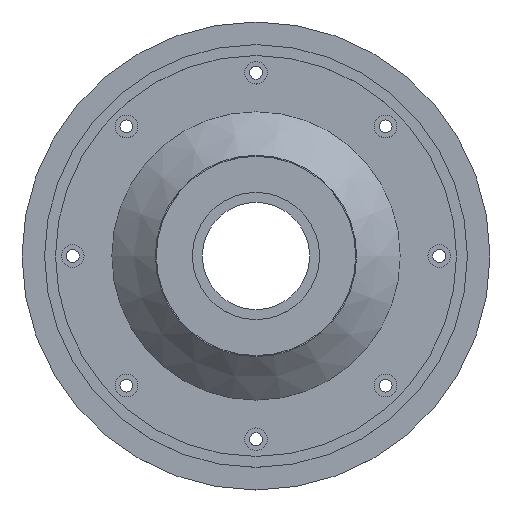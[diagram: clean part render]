
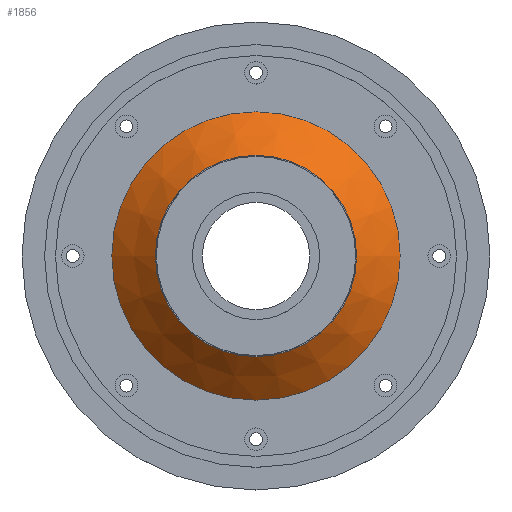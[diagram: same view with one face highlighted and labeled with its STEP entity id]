
A CAD part, top view. The second image highlights one B-rep face of the part: STEP entity #1856.
In plain terms, the highlighted conical face has half-angle 48.112 degrees and reference radius 36.95 mm.
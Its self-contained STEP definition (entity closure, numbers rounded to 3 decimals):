
#676 = PLANE('',#677);
#677 = AXIS2_PLACEMENT_3D('',#678,#679,#680);
#678 = CARTESIAN_POINT('',(0.,0.,2.2)
  );
#679 = DIRECTION('',(0.,0.,1.));
#680 = DIRECTION('',(1.,0.,0.));
#1161 = EDGE_CURVE('',#1162,#1162,#1164,.T.);
#1162 = VERTEX_POINT('',#1163);
#1163 = CARTESIAN_POINT('',(36.95,0.,2.2));
#1164 = SURFACE_CURVE('',#1165,(#1170,#1177),.PCURVE_S1.);
#1165 = CIRCLE('',#1166,36.95);
#1166 = AXIS2_PLACEMENT_3D('',#1167,#1168,#1169);
#1167 = CARTESIAN_POINT('',(0.,0.,2.2));
#1168 = DIRECTION('',(0.,0.,1.));
#1169 = DIRECTION('',(1.,0.,0.));
#1170 = PCURVE('',#676,#1171);
#1171 = DEFINITIONAL_REPRESENTATION('',(#1172),#1176);
#1172 = CIRCLE('',#1173,36.95);
#1173 = AXIS2_PLACEMENT_2D('',#1174,#1175);
#1174 = CARTESIAN_POINT('',(0.,0.));
#1175 = DIRECTION('',(1.,0.));
#1176 = ( GEOMETRIC_REPRESENTATION_CONTEXT(2) 
PARAMETRIC_REPRESENTATION_CONTEXT() REPRESENTATION_CONTEXT('2D SPACE',''
  ) );
#1177 = PCURVE('',#1178,#1183);
#1178 = CONICAL_SURFACE('',#1179,36.95,0.84);
#1179 = AXIS2_PLACEMENT_3D('',#1180,#1181,#1182);
#1180 = CARTESIAN_POINT('',(0.,0.,2.2));
#1181 = DIRECTION('',(0.,0.,-1.));
#1182 = DIRECTION('',(1.,0.,0.));
#1183 = DEFINITIONAL_REPRESENTATION('',(#1184),#1188);
#1184 = LINE('',#1185,#1186);
#1185 = CARTESIAN_POINT('',(-0.,-0.));
#1186 = VECTOR('',#1187,1.);
#1187 = DIRECTION('',(-1.,-0.));
#1188 = ( GEOMETRIC_REPRESENTATION_CONTEXT(2) 
PARAMETRIC_REPRESENTATION_CONTEXT() REPRESENTATION_CONTEXT('2D SPACE',''
  ) );
#1856 = ADVANCED_FACE('',(#1857),#1178,.T.);
#1857 = FACE_BOUND('',#1858,.T.);
#1858 = EDGE_LOOP('',(#1859,#1888,#1909,#1910));
#1859 = ORIENTED_EDGE('',*,*,#1860,.F.);
#1860 = EDGE_CURVE('',#1861,#1861,#1863,.T.);
#1861 = VERTEX_POINT('',#1862);
#1862 = CARTESIAN_POINT('',(25.8,0.,12.2));
#1863 = SURFACE_CURVE('',#1864,(#1869,#1876),.PCURVE_S1.);
#1864 = CIRCLE('',#1865,25.8);
#1865 = AXIS2_PLACEMENT_3D('',#1866,#1867,#1868);
#1866 = CARTESIAN_POINT('',(0.,0.,12.2));
#1867 = DIRECTION('',(0.,0.,1.));
#1868 = DIRECTION('',(1.,0.,0.));
#1869 = PCURVE('',#1178,#1870);
#1870 = DEFINITIONAL_REPRESENTATION('',(#1871),#1875);
#1871 = LINE('',#1872,#1873);
#1872 = CARTESIAN_POINT('',(-0.,-10.));
#1873 = VECTOR('',#1874,1.);
#1874 = DIRECTION('',(-1.,-0.));
#1875 = ( GEOMETRIC_REPRESENTATION_CONTEXT(2) 
PARAMETRIC_REPRESENTATION_CONTEXT() REPRESENTATION_CONTEXT('2D SPACE',''
  ) );
#1876 = PCURVE('',#1877,#1882);
#1877 = PLANE('',#1878);
#1878 = AXIS2_PLACEMENT_3D('',#1879,#1880,#1881);
#1879 = CARTESIAN_POINT('',(0.,0.,12.2));
#1880 = DIRECTION('',(0.,0.,1.));
#1881 = DIRECTION('',(1.,0.,0.));
#1882 = DEFINITIONAL_REPRESENTATION('',(#1883),#1887);
#1883 = CIRCLE('',#1884,25.8);
#1884 = AXIS2_PLACEMENT_2D('',#1885,#1886);
#1885 = CARTESIAN_POINT('',(0.,0.));
#1886 = DIRECTION('',(1.,0.));
#1887 = ( GEOMETRIC_REPRESENTATION_CONTEXT(2) 
PARAMETRIC_REPRESENTATION_CONTEXT() REPRESENTATION_CONTEXT('2D SPACE',''
  ) );
#1888 = ORIENTED_EDGE('',*,*,#1889,.F.);
#1889 = EDGE_CURVE('',#1162,#1861,#1890,.T.);
#1890 = SEAM_CURVE('',#1891,(#1895,#1902),.PCURVE_S1.);
#1891 = LINE('',#1892,#1893);
#1892 = CARTESIAN_POINT('',(36.95,0.,2.2));
#1893 = VECTOR('',#1894,1.);
#1894 = DIRECTION('',(-0.744,0.,0.668
    ));
#1895 = PCURVE('',#1178,#1896);
#1896 = DEFINITIONAL_REPRESENTATION('',(#1897),#1901);
#1897 = LINE('',#1898,#1899);
#1898 = CARTESIAN_POINT('',(-6.283,0.));
#1899 = VECTOR('',#1900,1.);
#1900 = DIRECTION('',(-0.,-1.));
#1901 = ( GEOMETRIC_REPRESENTATION_CONTEXT(2) 
PARAMETRIC_REPRESENTATION_CONTEXT() REPRESENTATION_CONTEXT('2D SPACE',''
  ) );
#1902 = PCURVE('',#1178,#1903);
#1903 = DEFINITIONAL_REPRESENTATION('',(#1904),#1908);
#1904 = LINE('',#1905,#1906);
#1905 = CARTESIAN_POINT('',(0.,-0.));
#1906 = VECTOR('',#1907,1.);
#1907 = DIRECTION('',(-0.,-1.));
#1908 = ( GEOMETRIC_REPRESENTATION_CONTEXT(2) 
PARAMETRIC_REPRESENTATION_CONTEXT() REPRESENTATION_CONTEXT('2D SPACE',''
  ) );
#1909 = ORIENTED_EDGE('',*,*,#1161,.T.);
#1910 = ORIENTED_EDGE('',*,*,#1889,.T.);
